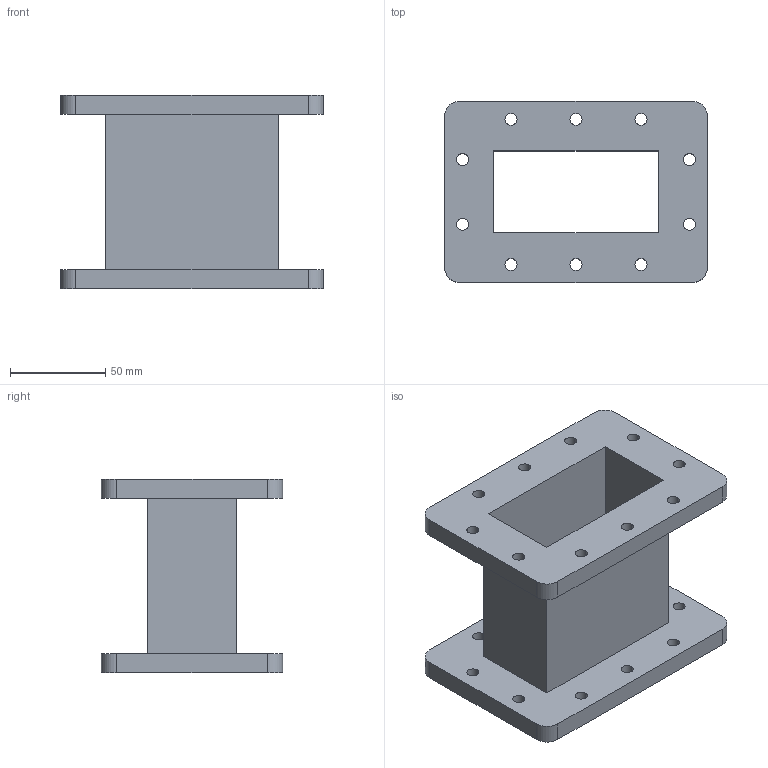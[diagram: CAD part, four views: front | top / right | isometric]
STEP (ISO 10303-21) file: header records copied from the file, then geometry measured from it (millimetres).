
FILE_DESCRIPTION (( 'STEP AP214' ), '1' );
FILE_NAME ('FMW340S001-4_3D.step', '2024-05-16T23:01:23', ( '' ), ( '' ), 'SwSTEP 2.0', 'SolidWorks 2022', '' );
FILE_SCHEMA (( 'AUTOMOTIVE_DESIGN' ));
Length unit declared in the file: inch
Products named in the file (1): FMW340S001-4_3D
Bounding box: 138.1 x 95.3 x 101.6 mm (x, y, z)
Volume: 215611.1 mm3; surface area: 99161.5 mm2
Topology: 1 solids, 1 shells, 95 faces, 264 edges, 176 vertices
Faces by surface type: cylinder 60, plane 35
Entity records: 3222 total; most frequent: DIRECTION 576, CARTESIAN_POINT 536, ORIENTED_EDGE 528, EDGE_CURVE 264, AXIS2_PLACEMENT_3D 216, VERTEX_POINT 176, VECTOR 144, LINE 144
